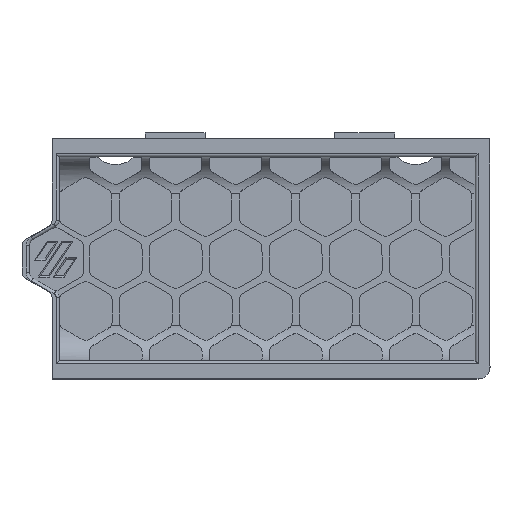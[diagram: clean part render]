
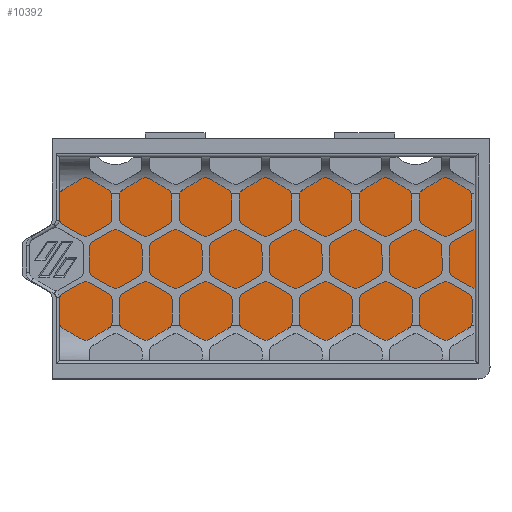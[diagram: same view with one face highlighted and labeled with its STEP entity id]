
A CAD part, top view. The second image highlights one B-rep face of the part: STEP entity #10392.
In plain terms, the highlighted planar face has unit normal (0, 0, 1).
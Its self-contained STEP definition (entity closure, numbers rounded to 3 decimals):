
#524=PLANE('',#11391);
#1052=FACE_OUTER_BOUND('',#1613,.T.);
#1613=EDGE_LOOP('',(#9628,#9629,#9630,#9631,#9632,#9633,#9634,#9635,#9636,
#9637,#9638,#9639,#9640,#9641));
#2568=LINE('',#18104,#3554);
#2571=LINE('',#18110,#3557);
#2574=LINE('',#18116,#3560);
#2577=LINE('',#18122,#3563);
#2580=LINE('',#18128,#3566);
#2583=LINE('',#18134,#3569);
#2586=LINE('',#18140,#3572);
#2590=LINE('',#18152,#3576);
#2594=LINE('',#18164,#3580);
#2598=LINE('',#18176,#3584);
#3554=VECTOR('',#14271,10.);
#3557=VECTOR('',#14276,10.);
#3560=VECTOR('',#14281,10.);
#3563=VECTOR('',#14286,10.);
#3566=VECTOR('',#14291,10.);
#3569=VECTOR('',#14296,10.);
#3572=VECTOR('',#14301,10.);
#3576=VECTOR('',#14313,10.);
#3580=VECTOR('',#14325,10.);
#3584=VECTOR('',#14337,10.);
#3976=CIRCLE('',#11377,1.2);
#3978=CIRCLE('',#11381,1.2);
#3980=CIRCLE('',#11385,1.2);
#3982=CIRCLE('',#11389,1.2);
#4969=VERTEX_POINT('',#18101);
#4970=VERTEX_POINT('',#18103);
#4972=VERTEX_POINT('',#18109);
#4974=VERTEX_POINT('',#18115);
#4976=VERTEX_POINT('',#18121);
#4978=VERTEX_POINT('',#18127);
#4980=VERTEX_POINT('',#18133);
#4982=VERTEX_POINT('',#18139);
#4984=VERTEX_POINT('',#18145);
#4986=VERTEX_POINT('',#18151);
#4988=VERTEX_POINT('',#18157);
#4990=VERTEX_POINT('',#18163);
#4992=VERTEX_POINT('',#18169);
#4994=VERTEX_POINT('',#18175);
#6504=EDGE_CURVE('',#4970,#4969,#2568,.T.);
#6507=EDGE_CURVE('',#4972,#4970,#2571,.T.);
#6510=EDGE_CURVE('',#4974,#4972,#2574,.T.);
#6513=EDGE_CURVE('',#4976,#4974,#2577,.T.);
#6516=EDGE_CURVE('',#4978,#4976,#2580,.T.);
#6519=EDGE_CURVE('',#4980,#4978,#2583,.T.);
#6522=EDGE_CURVE('',#4982,#4980,#2586,.T.);
#6525=EDGE_CURVE('',#4984,#4982,#3976,.T.);
#6528=EDGE_CURVE('',#4986,#4984,#2590,.T.);
#6531=EDGE_CURVE('',#4988,#4986,#3978,.T.);
#6534=EDGE_CURVE('',#4990,#4988,#2594,.T.);
#6537=EDGE_CURVE('',#4992,#4990,#3980,.T.);
#6540=EDGE_CURVE('',#4994,#4992,#2598,.T.);
#6543=EDGE_CURVE('',#4969,#4994,#3982,.T.);
#9628=ORIENTED_EDGE('',*,*,#6543,.T.);
#9629=ORIENTED_EDGE('',*,*,#6540,.T.);
#9630=ORIENTED_EDGE('',*,*,#6537,.T.);
#9631=ORIENTED_EDGE('',*,*,#6534,.T.);
#9632=ORIENTED_EDGE('',*,*,#6531,.T.);
#9633=ORIENTED_EDGE('',*,*,#6528,.T.);
#9634=ORIENTED_EDGE('',*,*,#6525,.T.);
#9635=ORIENTED_EDGE('',*,*,#6522,.T.);
#9636=ORIENTED_EDGE('',*,*,#6519,.T.);
#9637=ORIENTED_EDGE('',*,*,#6516,.T.);
#9638=ORIENTED_EDGE('',*,*,#6513,.T.);
#9639=ORIENTED_EDGE('',*,*,#6510,.T.);
#9640=ORIENTED_EDGE('',*,*,#6507,.T.);
#9641=ORIENTED_EDGE('',*,*,#6504,.T.);
#10392=ADVANCED_FACE('',(#1052),#524,.F.);
#11377=AXIS2_PLACEMENT_3D('',#18146,#14307,#14308);
#11381=AXIS2_PLACEMENT_3D('',#18158,#14319,#14320);
#11385=AXIS2_PLACEMENT_3D('',#18170,#14331,#14332);
#11389=AXIS2_PLACEMENT_3D('',#18180,#14343,#14344);
#11391=AXIS2_PLACEMENT_3D('',#18182,#14347,#14348);
#14271=DIRECTION('',(0.,-1.,0.));
#14276=DIRECTION('',(0.,-1.,0.));
#14281=DIRECTION('',(-1.,0.,0.));
#14286=DIRECTION('',(0.,1.,0.));
#14291=DIRECTION('',(1.,0.,0.));
#14296=DIRECTION('',(0.,-1.,0.));
#14301=DIRECTION('',(0.,-1.,0.));
#14307=DIRECTION('center_axis',(0.,0.,
1.));
#14308=DIRECTION('ref_axis',(-1.,0.,0.));
#14313=DIRECTION('',(-0.866,-0.5,0.));
#14319=DIRECTION('center_axis',(0.,0.,
-1.));
#14320=DIRECTION('ref_axis',(1.,0.,0.));
#14325=DIRECTION('',(0.,-1.,0.));
#14331=DIRECTION('center_axis',(0.,0.,
-1.));
#14332=DIRECTION('ref_axis',(0.5,0.866,0.));
#14337=DIRECTION('',(0.866,-0.5,0.));
#14343=DIRECTION('center_axis',(0.,0.,
1.));
#14344=DIRECTION('ref_axis',(-0.5,-0.866,0.));
#14347=DIRECTION('center_axis',(0.,0.,
-1.));
#14348=DIRECTION('ref_axis',(1.,0.,0.));
#18101=CARTESIAN_POINT('',(-40.3,5.774,0.6));
#18103=CARTESIAN_POINT('',(-40.3,10.508,0.6));
#18104=CARTESIAN_POINT('',(-40.3,6.813,0.6));
#18109=CARTESIAN_POINT('',(-40.3,14.855,0.6));
#18110=CARTESIAN_POINT('',(-40.3,14.855,0.6));
#18115=CARTESIAN_POINT('',(29.5,14.855,0.6));
#18116=CARTESIAN_POINT('',(29.5,14.855,0.6));
#18121=CARTESIAN_POINT('',(29.5,-14.855,0.6));
#18122=CARTESIAN_POINT('',(29.5,-14.855,0.6));
#18127=CARTESIAN_POINT('',(-40.3,-14.855,0.6));
#18128=CARTESIAN_POINT('',(-40.3,-14.855,0.6));
#18133=CARTESIAN_POINT('',(-40.3,-10.508,0.6));
#18134=CARTESIAN_POINT('',(-40.3,-10.508,0.6));
#18139=CARTESIAN_POINT('',(-40.3,-5.774,0.6));
#18140=CARTESIAN_POINT('',(-40.3,-10.508,0.6));
#18145=CARTESIAN_POINT('',(-39.7,-4.734,0.6));
#18146=CARTESIAN_POINT('Origin',(-39.1,-5.774,0.6));
#18151=CARTESIAN_POINT('',(-36.8,-3.06,0.6));
#18152=CARTESIAN_POINT('',(-36.8,-3.06,0.6));
#18157=CARTESIAN_POINT('',(-36.2,-2.021,0.6));
#18158=CARTESIAN_POINT('Origin',(-37.4,-2.021,0.6));
#18163=CARTESIAN_POINT('',(-36.2,2.021,0.6));
#18164=CARTESIAN_POINT('',(-36.2,2.021,0.6));
#18169=CARTESIAN_POINT('',(-36.8,3.06,0.6));
#18170=CARTESIAN_POINT('Origin',(-37.4,2.021,0.6));
#18175=CARTESIAN_POINT('',(-39.7,4.734,0.6));
#18176=CARTESIAN_POINT('',(-40.3,5.081,0.6));
#18180=CARTESIAN_POINT('Origin',(-39.1,5.774,0.6));
#18182=CARTESIAN_POINT('Origin',(-5.4,0.,
0.6));
